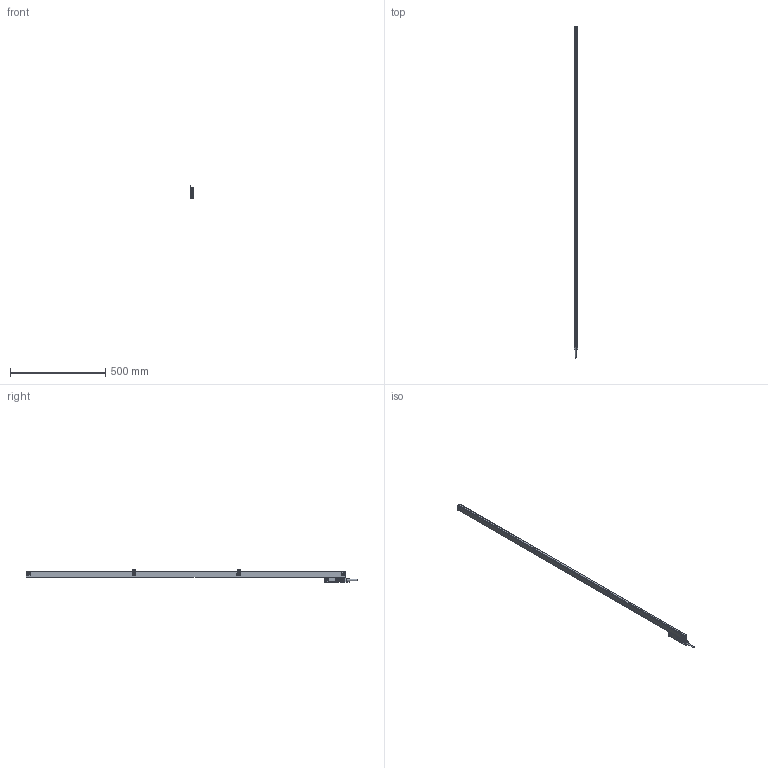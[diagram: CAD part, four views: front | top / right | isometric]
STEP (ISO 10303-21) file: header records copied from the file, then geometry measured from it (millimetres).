
FILE_DESCRIPTION(('CATIA V5 STEP'),'2;1');
FILE_NAME('SR77_L_154.stp','2010-05-27T10:58:17+00:00',('none'),('none'),'CATIA Version 5 Release 19 SP 6 (IN-10)','CATIA V5 STEP AP214','none');
FILE_SCHEMA(('AUTOMOTIVE_DESIGN { 1 0 10303 214 1 1 1 1 }'));
Products named in the file (3): SR77_L_154; SR77_head_L; SR77_154_SCL
Assembly tree (2 placements, depth 2):
  SR77_L_154
    SR77_head_L
    SR77_154_SCL
Bounding box: 17.8 x 1741.2 x 65.4 mm (x, y, z)
Volume: 745354.6 mm3; surface area: 389569.7 mm2
Topology: 2 solids, 24 shells, 2137 faces, 5481 edges, 3438 vertices
Faces by surface type: plane 1249, cylinder 538, cone 178, torus 120, sphere 26, bspline 14, extrusion 12
Entity records: 62001 total; most frequent: CARTESIAN_POINT 14720, ORIENTED_EDGE 10924, DIRECTION 7553, EDGE_CURVE 5451, VERTEX_POINT 3438, VECTOR 3097, LINE 3085, AXIS2_PLACEMENT_3D 2988
